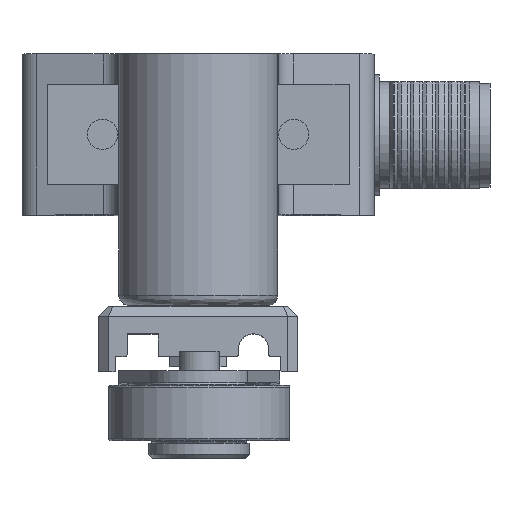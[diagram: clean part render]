
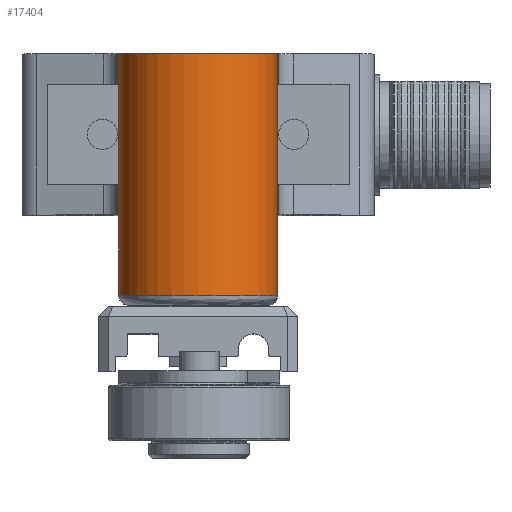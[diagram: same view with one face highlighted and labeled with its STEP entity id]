
A CAD part, top view. The second image highlights one B-rep face of the part: STEP entity #17404.
In plain terms, the highlighted cylindrical face has radius 7.9 mm (diameter 15.8 mm), a full revolution.
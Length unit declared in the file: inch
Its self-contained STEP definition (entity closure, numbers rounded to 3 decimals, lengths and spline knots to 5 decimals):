
#330 = DIRECTION ( 'NONE',  ( 1., 0., 0. ) ) ;
#908 = CARTESIAN_POINT ( 'NONE',  ( -0.31102, 0., 0.70866 ) ) ;
#1756 = EDGE_CURVE ( 'NONE', #10834, #2155, #11268, .T. ) ;
#1875 = CYLINDRICAL_SURFACE ( 'NONE', #2845, 0.31102 ) ;
#2155 = VERTEX_POINT ( 'NONE', #4716 ) ;
#2268 = EDGE_LOOP ( 'NONE', ( #20806 ) ) ;
#2841 = CARTESIAN_POINT ( 'NONE',  ( 0., -0.62992, 0.70866 ) ) ;
#2845 = AXIS2_PLACEMENT_3D ( 'NONE', #8701, #10041, #330 ) ;
#3498 = DIRECTION ( 'NONE',  ( 0., -1., 0. ) ) ;
#3714 = FACE_OUTER_BOUND ( 'NONE', #2268, .T. ) ;
#4716 = CARTESIAN_POINT ( 'NONE',  ( 0.31102, -0.62992, 0.70866 ) ) ;
#5450 = DIRECTION ( 'NONE',  ( 0., -1., 0. ) ) ;
#5999 = ORIENTED_EDGE ( 'NONE', *, *, #1756, .T. ) ;
#6461 = EDGE_CURVE ( 'NONE', #20169, #19956, #11769, .T. ) ;
#6558 = DIRECTION ( 'NONE',  ( 1., 0., 0. ) ) ;
#6877 = AXIS2_PLACEMENT_3D ( 'NONE', #20522, #5450, #18740 ) ;
#8576 = EDGE_CURVE ( 'NONE', #17902, #17902, #18847, .T. ) ;
#8582 = EDGE_CURVE ( 'NONE', #19956, #10834, #10035, .T. ) ;
#8701 = CARTESIAN_POINT ( 'NONE',  ( 0., 0., 0.70866 ) ) ;
#10035 = LINE ( 'NONE', #10767, #16068 ) ;
#10041 = DIRECTION ( 'NONE',  ( 0., -1., 0. ) ) ;
#10767 = CARTESIAN_POINT ( 'NONE',  ( -0.31102, 0., 0.70866 ) ) ;
#10834 = VERTEX_POINT ( 'NONE', #17843 ) ;
#11268 = CIRCLE ( 'NONE', #17872, 0.31102 ) ;
#11769 = CIRCLE ( 'NONE', #6877, 0.31102 ) ;
#12285 = DIRECTION ( 'NONE',  ( 1., 0., 0. ) ) ;
#12309 = CARTESIAN_POINT ( 'NONE',  ( 0.31102, 0., 0.70866 ) ) ;
#12388 = DIRECTION ( 'NONE',  ( 0., 1., 0. ) ) ;
#12868 = DIRECTION ( 'NONE',  ( 0., -1., 0. ) ) ;
#13306 = CARTESIAN_POINT ( 'NONE',  ( 0., -0.94488, 0.70866 ) ) ;
#14902 = ORIENTED_EDGE ( 'NONE', *, *, #21323, .T. ) ;
#15489 = CARTESIAN_POINT ( 'NONE',  ( 0.31102, 0., 0.70866 ) ) ;
#16068 = VECTOR ( 'NONE', #3498, 39.37008 ) ;
#16459 = ORIENTED_EDGE ( 'NONE', *, *, #8582, .T. ) ;
#16645 = ORIENTED_EDGE ( 'NONE', *, *, #6461, .T. ) ;
#17399 = EDGE_LOOP ( 'NONE', ( #5999, #14902, #16645, #16459 ) ) ;
#17404 = ADVANCED_FACE ( 'NONE', ( #20286, #3714 ), #1875, .T. ) ;
#17843 = CARTESIAN_POINT ( 'NONE',  ( -0.31102, -0.62992, 0.70866 ) ) ;
#17872 = AXIS2_PLACEMENT_3D ( 'NONE', #2841, #12868, #6558 ) ;
#17902 = VERTEX_POINT ( 'NONE', #19775 ) ;
#18740 = DIRECTION ( 'NONE',  ( 1., 0., 0. ) ) ;
#18847 = CIRCLE ( 'NONE', #20274, 0.31102 ) ;
#19283 = DIRECTION ( 'NONE',  ( 0., 1., 0. ) ) ;
#19775 = CARTESIAN_POINT ( 'NONE',  ( 0.31102, -0.94488, 0.70866 ) ) ;
#19956 = VERTEX_POINT ( 'NONE', #908 ) ;
#20015 = VECTOR ( 'NONE', #19283, 39.37008 ) ;
#20169 = VERTEX_POINT ( 'NONE', #15489 ) ;
#20274 = AXIS2_PLACEMENT_3D ( 'NONE', #13306, #12388, #12285 ) ;
#20286 = FACE_OUTER_BOUND ( 'NONE', #17399, .T. ) ;
#20522 = CARTESIAN_POINT ( 'NONE',  ( 0., 0., 0.70866 ) ) ;
#20806 = ORIENTED_EDGE ( 'NONE', *, *, #8576, .T. ) ;
#20954 = LINE ( 'NONE', #12309, #20015 ) ;
#21323 = EDGE_CURVE ( 'NONE', #2155, #20169, #20954, .T. ) ;
